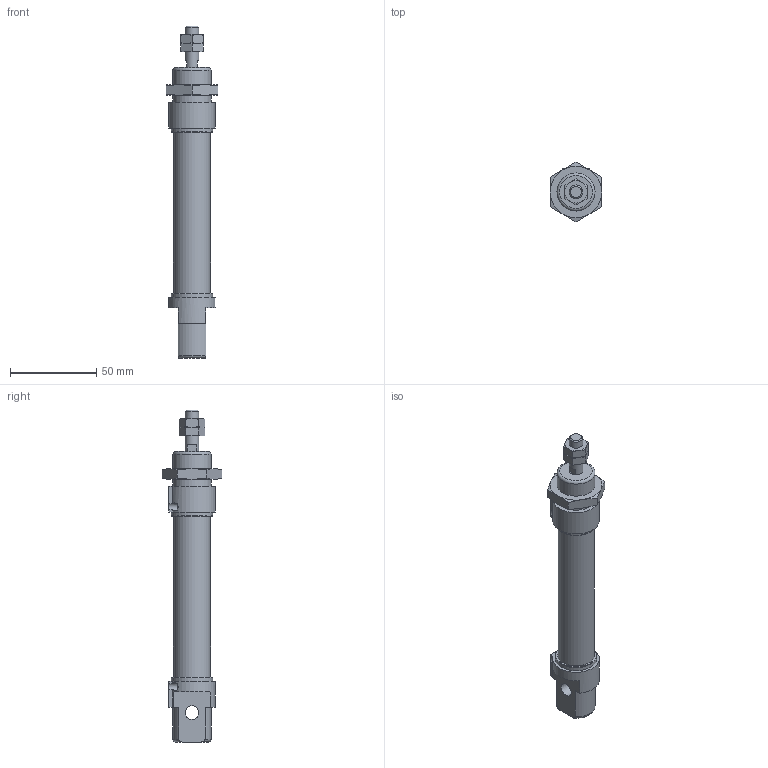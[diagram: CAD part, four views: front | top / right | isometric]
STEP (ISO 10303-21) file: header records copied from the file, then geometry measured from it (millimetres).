
FILE_DESCRIPTION( ( 'STEP AP203' ), '1' );
FILE_NAME( 'MCMI-11-20-60-A_POS_0.stp', '2021-01-26T18:05:07', ( 'License CC BY-ND 4.0' ), ( 'CADENAS' ), ' ', 'PARTsolutions', ' ' );
FILE_SCHEMA( ( 'CONFIG_CONTROL_DESIGN' ) );
Length unit declared in the file: millimetre
Products named in the file (5): MCMI-11-20-60-A_POS_0; _MCMI-11-20-60--A0_(0_b); _MCMI-11-20-60--A0_(0_r); _MCMI-20_n; _MCMI-20_n2
Assembly tree (5 placements, depth 2):
  MCMI-11-20-60-A_POS_0
    _MCMI-11-20-60--A0_(0_b)
    _MCMI-11-20-60--A0_(0_r)
    _MCMI-20_n  x2
    _MCMI-20_n2
Bounding box: 30 x 34.64 x 192 mm (x, y, z)
Volume: 52923.5 mm3; surface area: 30251 mm2
Topology: 5 solids, 5 shells, 149 faces, 340 edges, 210 vertices
Faces by surface type: plane 68, cone 52, cylinder 26, torus 3
Full cylindrical faces by diameter (mm): 3.5 x2, 6.647 x2, 8 x3, 20 x2, 20.376 x1, 21.4 x1, 22 x1, 24 x2
Entity records: 3798 total; most frequent: CARTESIAN_POINT 951, DIRECTION 556, ORIENTED_EDGE 514, EDGE_CURVE 257, AXIS2_PLACEMENT_3D 233, VERTEX_POINT 176, EDGE_LOOP 170, FACE_OUTER_BOUND 140
